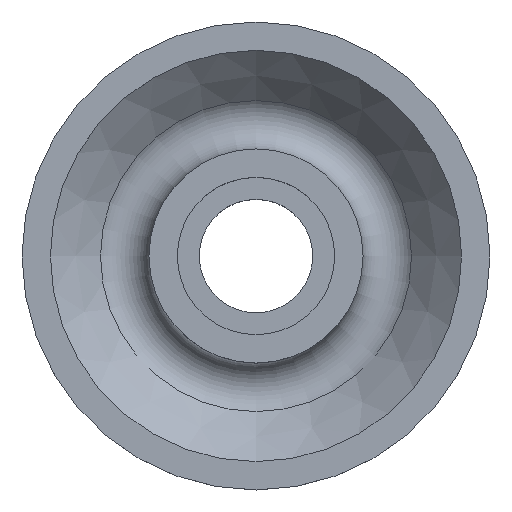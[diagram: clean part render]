
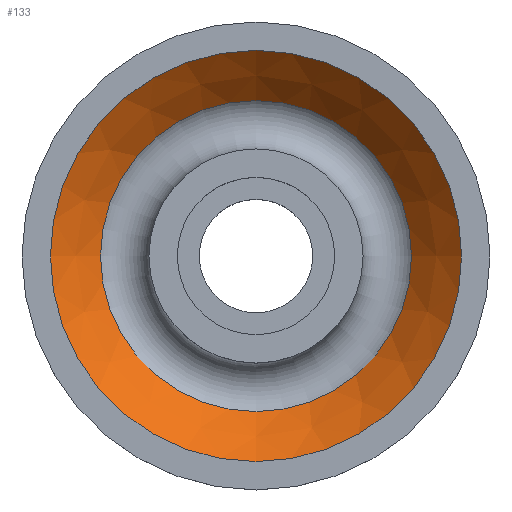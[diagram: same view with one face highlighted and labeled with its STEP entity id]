
A CAD part, top view. The second image highlights one B-rep face of the part: STEP entity #133.
In plain terms, the highlighted conical face has half-angle 45 degrees and reference radius 21.965 mm.
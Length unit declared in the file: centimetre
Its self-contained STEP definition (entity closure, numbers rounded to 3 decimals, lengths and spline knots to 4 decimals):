
#21=CONICAL_SURFACE($,#150,2.1964,0.785);
#24=FACE_BOUND($,#50,.T.);
#38=FACE_OUTER_BOUND($,#49,.T.);
#49=EDGE_LOOP($,(#109));
#50=EDGE_LOOP($,(#110));
#72=CIRCLE($,#149,2.1928);
#73=CIRCLE($,#151,2.9);
#84=VERTEX_POINT($,#225);
#85=VERTEX_POINT($,#228);
#96=EDGE_CURVE($,#84,#84,#72,.T.);
#97=EDGE_CURVE($,#85,#85,#73,.T.);
#109=ORIENTED_EDGE($,*,*,#97,.F.);
#110=ORIENTED_EDGE($,*,*,#96,.F.);
#133=ADVANCED_FACE($,(#38,#24),#21,.F.);
#149=AXIS2_PLACEMENT_3D($,#226,#177,#178);
#150=AXIS2_PLACEMENT_3D($,#227,#179,#180);
#151=AXIS2_PLACEMENT_3D($,#229,#181,#182);
#177=DIRECTION('center_axis',(0.,0.,1.));
#178=DIRECTION('ref_axis',(1.,0.,0.));
#179=DIRECTION('center_axis',(0.,0.,1.));
#180=DIRECTION('ref_axis',(1.,0.,0.));
#181=DIRECTION('center_axis',(0.,0.,-1.));
#182=DIRECTION('ref_axis',(1.,0.,0.));
#225=CARTESIAN_POINT('',(-2.1928,0.,1.0999));
#226=CARTESIAN_POINT('Origin',(0.,0.,1.0999));
#227=CARTESIAN_POINT('Origin',(0.,0.,1.1036));
#228=CARTESIAN_POINT('',(-2.9,0.,1.8071));
#229=CARTESIAN_POINT('Origin',(0.,0.,1.8071));
